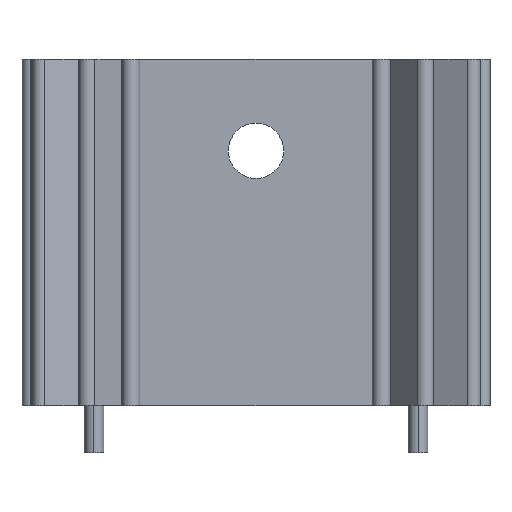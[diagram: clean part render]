
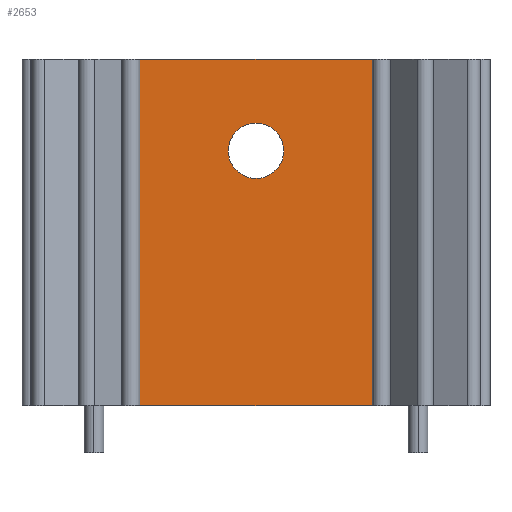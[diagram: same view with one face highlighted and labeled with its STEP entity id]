
A CAD part, top view. The second image highlights one B-rep face of the part: STEP entity #2653.
In plain terms, the highlighted planar face has unit normal (0, 0, 1).
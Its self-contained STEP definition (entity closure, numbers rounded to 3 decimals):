
#161 = VERTEX_POINT ( 'NONE', #1161 ) ;
#164 = EDGE_CURVE ( 'NONE', #165, #161, #1159, .T. ) ;
#165 = VERTEX_POINT ( 'NONE', #1218 ) ;
#166 = ORIENTED_EDGE ( 'NONE', *, *, #167, .F. ) ;
#167 = EDGE_CURVE ( 'NONE', #168, #2651, #1217, .T. ) ;
#168 = VERTEX_POINT ( 'NONE', #1213 ) ;
#169 = ORIENTED_EDGE ( 'NONE', *, *, #170, .F. ) ;
#170 = EDGE_CURVE ( 'NONE', #165, #168, #1212, .T. ) ;
#171 = ORIENTED_EDGE ( 'NONE', *, *, #164, .T. ) ;
#1157 = VECTOR ( 'NONE', #1219, 1000. ) ;
#1158 = CARTESIAN_POINT ( 'NONE',  ( 9.912, 25., 0. ) ) ;
#1159 = LINE ( 'NONE', #1158, #1157 ) ;
#1161 = CARTESIAN_POINT ( 'NONE',  ( 9.912, 0., 0. ) ) ;
#1209 = DIRECTION ( 'NONE',  ( 1., 0., 0. ) ) ;
#1210 = VECTOR ( 'NONE', #1209, 1000. ) ;
#1211 = CARTESIAN_POINT ( 'NONE',  ( 9.912, 25., 0. ) ) ;
#1212 = LINE ( 'NONE', #1211, #1210 ) ;
#1213 = CARTESIAN_POINT ( 'NONE',  ( 26.712, 25., 0. ) ) ;
#1214 = DIRECTION ( 'NONE',  ( 0., -1., 0. ) ) ;
#1215 = VECTOR ( 'NONE', #1214, 1000. ) ;
#1216 = CARTESIAN_POINT ( 'NONE',  ( 26.712, 25., 0. ) ) ;
#1217 = LINE ( 'NONE', #1216, #1215 ) ;
#1218 = CARTESIAN_POINT ( 'NONE',  ( 9.912, 25., 0. ) ) ;
#1219 = DIRECTION ( 'NONE',  ( 0., -1., 0. ) ) ;
#2405 = CARTESIAN_POINT ( 'NONE',  ( 20.312, 18.4, 0. ) ) ;
#2413 = CARTESIAN_POINT ( 'NONE',  ( 16.312, 18.4, 0. ) ) ;
#2434 = LINE ( 'NONE', #2495, #2494 ) ;
#2458 = DIRECTION ( 'NONE',  ( 1., 0., 0. ) ) ;
#2459 = DIRECTION ( 'NONE',  ( 0., 0., 1. ) ) ;
#2460 = CARTESIAN_POINT ( 'NONE',  ( 18.312, 18.4, 0. ) ) ;
#2461 = AXIS2_PLACEMENT_3D ( 'NONE', #2460, #2459, #2458 ) ;
#2462 = CIRCLE ( 'NONE', #2461, 2. ) ;
#2480 = DIRECTION ( 'NONE',  ( 1., 0., 0. ) ) ;
#2481 = DIRECTION ( 'NONE',  ( 0., 0., 1. ) ) ;
#2482 = CARTESIAN_POINT ( 'NONE',  ( 18.312, 18.4, 0. ) ) ;
#2483 = AXIS2_PLACEMENT_3D ( 'NONE', #2482, #2481, #2480 ) ;
#2484 = DIRECTION ( 'NONE',  ( -1., 0., 0. ) ) ;
#2485 = DIRECTION ( 'NONE',  ( 0., 0., -1. ) ) ;
#2486 = CARTESIAN_POINT ( 'NONE',  ( 9.912, 25., 0. ) ) ;
#2487 = CIRCLE ( 'NONE', #2483, 2. ) ;
#2488 = AXIS2_PLACEMENT_3D ( 'NONE', #2486, #2485, #2484 ) ;
#2489 = PLANE ( 'NONE',  #2488 ) ;
#2490 = FACE_OUTER_BOUND ( 'NONE', #2620, .T. ) ;
#2491 = FACE_BOUND ( 'NONE', #2654, .T. ) ;
#2492 = CARTESIAN_POINT ( 'NONE',  ( 26.712, 0., 0. ) ) ;
#2493 = DIRECTION ( 'NONE',  ( 1., 0., 0. ) ) ;
#2494 = VECTOR ( 'NONE', #2493, 1000. ) ;
#2495 = CARTESIAN_POINT ( 'NONE',  ( 9.912, 0., 0. ) ) ;
#2610 = VERTEX_POINT ( 'NONE', #2413 ) ;
#2612 = VERTEX_POINT ( 'NONE', #2405 ) ;
#2616 = EDGE_CURVE ( 'NONE', #2610, #2612, #2462, .T. ) ;
#2620 = EDGE_LOOP ( 'NONE', ( #2652, #166, #169, #171 ) ) ;
#2627 = ORIENTED_EDGE ( 'NONE', *, *, #2616, .F. ) ;
#2650 = EDGE_CURVE ( 'NONE', #161, #2651, #2434, .T. ) ;
#2651 = VERTEX_POINT ( 'NONE', #2492 ) ;
#2652 = ORIENTED_EDGE ( 'NONE', *, *, #2650, .T. ) ;
#2653 = ADVANCED_FACE ( 'NONE', ( #2491, #2490 ), #2489, .F. ) ;
#2654 = EDGE_LOOP ( 'NONE', ( #2656, #2627 ) ) ;
#2655 = EDGE_CURVE ( 'NONE', #2612, #2610, #2487, .T. ) ;
#2656 = ORIENTED_EDGE ( 'NONE', *, *, #2655, .F. ) ;
